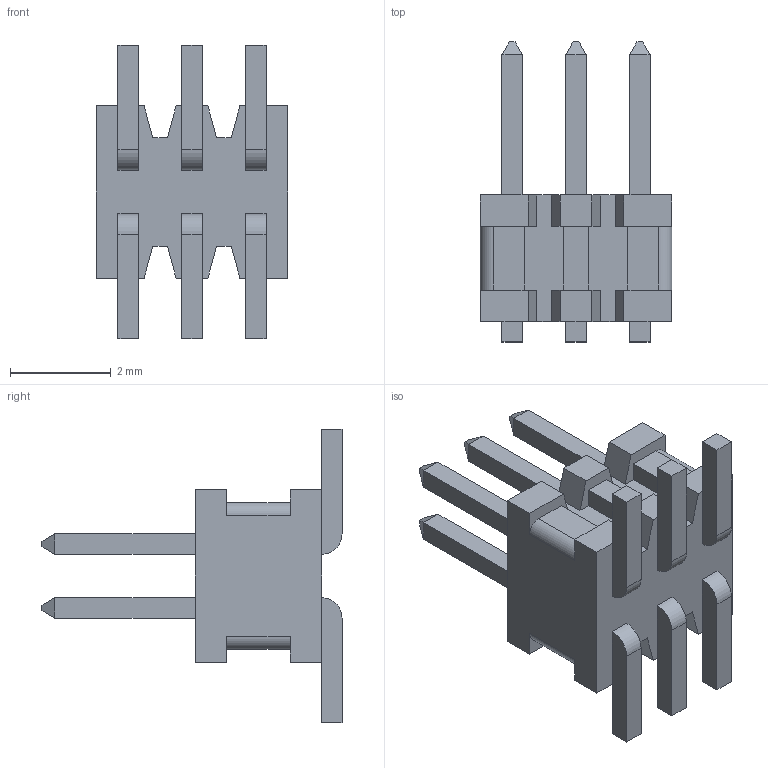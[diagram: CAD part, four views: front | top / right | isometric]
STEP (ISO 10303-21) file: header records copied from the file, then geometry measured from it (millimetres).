
FILE_DESCRIPTION (( 'STEP AP214' ), '1' );
FILE_NAME ('FTSH-103-01-L-DV-TR.STEP', '2020-04-18T10:27:00', ( '' ), ( '' ), 'SwSTEP 2.0', 'SolidWorks 2018', '' );
FILE_SCHEMA (( 'AUTOMOTIVE_DESIGN' ));
Length unit declared in the file: inch
Products named in the file (1): FTSH-103-01-L-DV-TR
Bounding box: 3.81 x 5.97 x 5.84 mm (x, y, z)
Volume: 32.6 mm3; surface area: 173.6 mm2
Topology: 13 solids, 13 shells, 204 faces, 510 edges, 332 vertices
Faces by surface type: plane 194, cylinder 10
Entity records: 6658 total; most frequent: CARTESIAN_POINT 1047, ORIENTED_EDGE 1020, DIRECTION 940, EDGE_CURVE 510, LINE 490, VECTOR 490, VERTEX_POINT 332, AXIS2_PLACEMENT_3D 225
